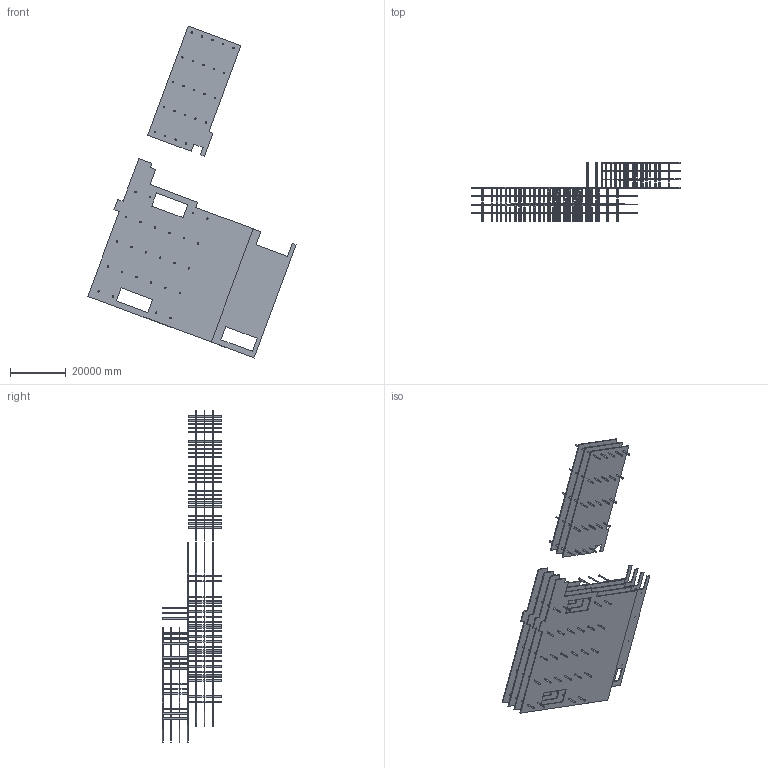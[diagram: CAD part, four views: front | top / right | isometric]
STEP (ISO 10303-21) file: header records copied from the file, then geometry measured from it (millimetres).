
FILE_DESCRIPTION (( 'STEP AP203' ), '1' );
FILE_NAME ('Terminal_Default_sldprt.STEP', '2023-03-20T08:06:29', ( '' ), ( '' ), 'SwSTEP 2.0', 'SolidWorks 2019', '' );
FILE_SCHEMA (( 'CONFIG_CONTROL_DESIGN' ));
Length unit declared in the file: metre
Products named in the file (1): Terminal_Default_sldprt
Bounding box: 74679.19 x 21300 x 118973.71 mm (x, y, z)
Volume: 3857732491158 mm3; surface area: 26481105061.3 mm2
Topology: 28 solids, 28 shells, 611 faces, 1515 edges, 1010 vertices
Faces by surface type: cylinder 334, plane 277
Entity records: 18852 total; most frequent: DIRECTION 3407, CARTESIAN_POINT 3137, ORIENTED_EDGE 3030, EDGE_CURVE 1515, AXIS2_PLACEMENT_3D 1280, VERTEX_POINT 1010, EDGE_LOOP 877, LINE 847
